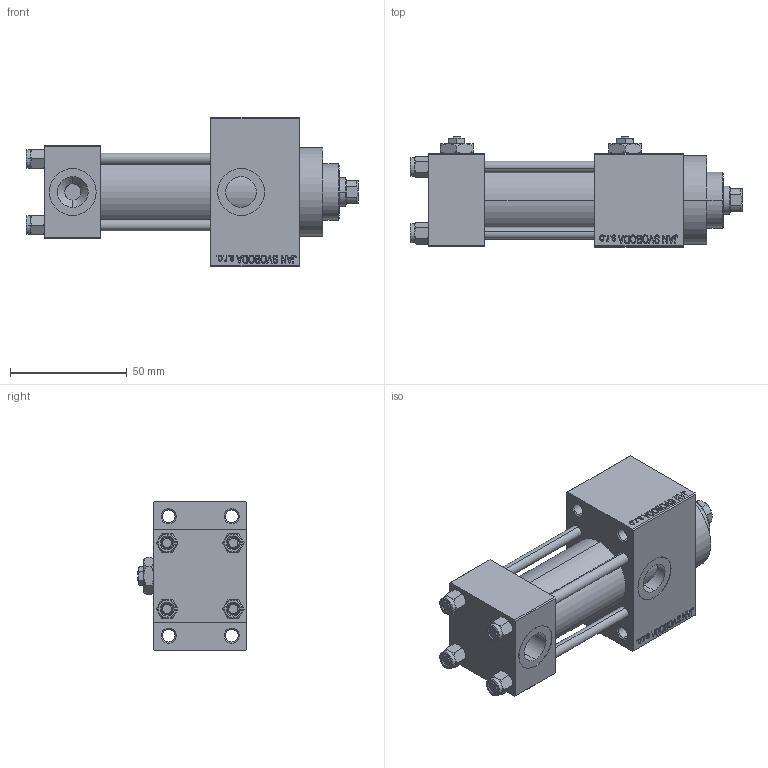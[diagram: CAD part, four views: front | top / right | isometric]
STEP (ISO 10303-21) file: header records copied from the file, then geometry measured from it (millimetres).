
FILE_DESCRIPTION (( 'STEP AP203' ), '1' );
FILE_NAME ('125c.STEP', '2022-04-14T22:46:27', ( '' ), ( '' ), 'SwSTEP 2.0', 'SolidWorks 2019', '' );
FILE_SCHEMA (( 'CONFIG_CONTROL_DESIGN' ));
Length unit declared in the file: millimetre
Products named in the file (7): V215CR_D_Body 6e92147cd5cdc228b410acd4d0139c6c; Zatka_pro_OIL_PORT 6e92147cd5cdc228b410acd4d0139c6c; V215_VC_A 6e92147cd5cdc228b410acd4d0139c6c; 125c; V215CR_D_TYCINKA 6e92147cd5cdc228b410acd4d0139c6c; NUT_M5_D 6e92147cd5cdc228b410acd4d0139c6c; V215CR_VCP_D 6e92147cd5cdc228b410acd4d0139c6c
Assembly tree (13 placements, depth 2):
  125c
    V215CR_D_Body 6e92147cd5cdc228b410acd4d0139c6c
    V215CR_VCP_D 6e92147cd5cdc228b410acd4d0139c6c
    NUT_M5_D 6e92147cd5cdc228b410acd4d0139c6c  x4
    V215CR_D_TYCINKA 6e92147cd5cdc228b410acd4d0139c6c  x4
    V215_VC_A 6e92147cd5cdc228b410acd4d0139c6c
    Zatka_pro_OIL_PORT 6e92147cd5cdc228b410acd4d0139c6c  x2
Bounding box: 142 x 47 x 64 mm (x, y, z)
Volume: 174055 mm3; surface area: 63313.3 mm2
Topology: 13 solids, 13 shells, 1210 faces, 2980 edges, 1913 vertices
Faces by surface type: plane 544, bspline 368, cone 186, cylinder 104, torus 8
Entity records: 49249 total; most frequent: CARTESIAN_POINT 25658, ORIENTED_EDGE 5260, DIRECTION 3464, EDGE_CURVE 2630, VERTEX_POINT 1711, LINE 1550, VECTOR 1550, EDGE_LOOP 1187
